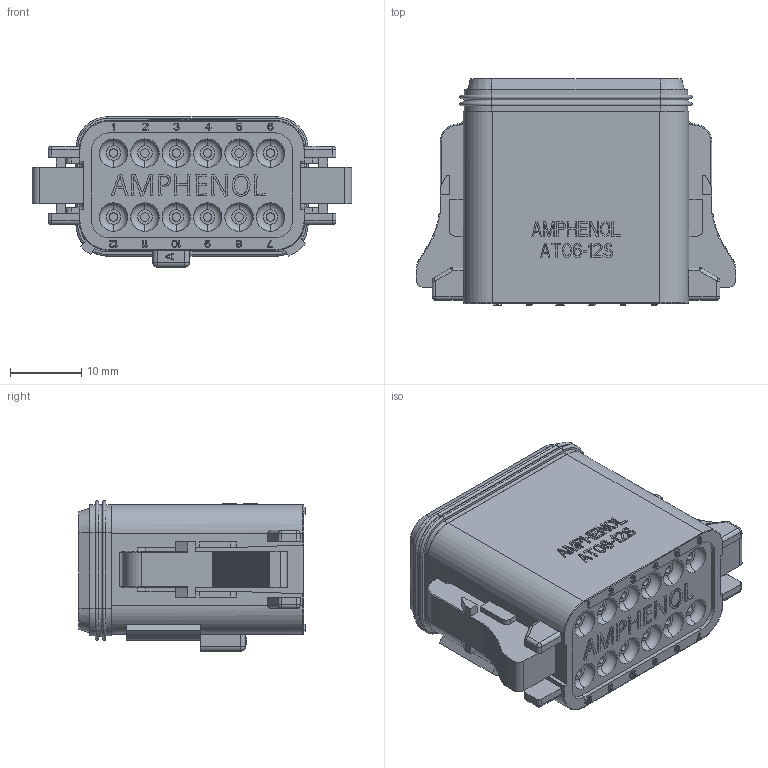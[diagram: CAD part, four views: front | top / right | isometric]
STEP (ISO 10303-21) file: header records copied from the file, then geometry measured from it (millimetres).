
FILE_DESCRIPTION((''),'2;1');
FILE_NAME('C-AT06-12SA_3D','2016-04-22T',('Jony.xie'),(''),'PRO/ENGINEER BY PARAMETRIC TECHNOLOGY CORPORATION, 2013230','PRO/ENGINEER BY PARAMETRIC TECHNOLOGY CORPORATION, 2013230','');
FILE_SCHEMA(('CONFIG_CONTROL_DESIGN'));
Length unit declared in the file: millimetre
Products named in the file (1): C-AT06-12SA_3D
Bounding box: 45.02 x 31.85 x 21.2 mm (x, y, z)
Volume: 18375.9 mm3; surface area: 5536.4 mm2
Topology: 1 solids, 1 shells, 1554 faces, 4392 edges, 2916 vertices
Faces by surface type: plane 1247, cylinder 178, extrusion 63, torus 48, sphere 14, cone 4
Entity records: 50073 total; most frequent: CARTESIAN_POINT 9575, ORIENTED_EDGE 8756, DIRECTION 7792, EDGE_CURVE 4378, VECTOR 3754, LINE 3691, VERTEX_POINT 2916, AXIS2_PLACEMENT_3D 2019
